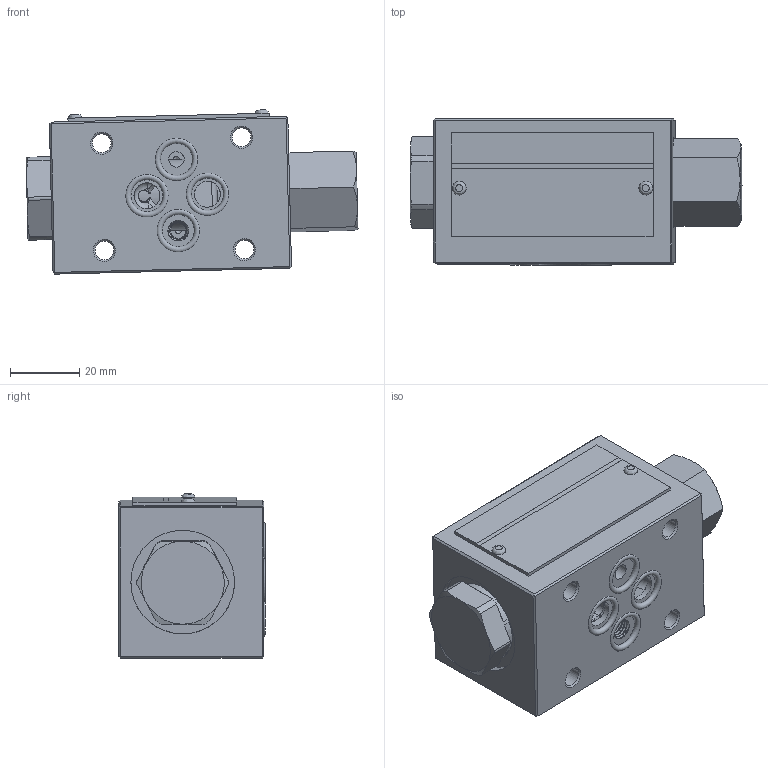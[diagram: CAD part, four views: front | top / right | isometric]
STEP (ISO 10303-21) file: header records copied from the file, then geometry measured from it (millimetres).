
FILE_DESCRIPTION(/* description */ (''),/* implementation_level */ '2;1');
FILE_NAME(/* name */ 'SVSL6PA-6XJ液控单向阀.prt.stp',/* time_stamp */ '2022-03-30T19:20:24+08:00',/* author */ (''),/* organization */ (''),/* preprocessor_version */ 'ST-DEVELOPER v16.7',/* originating_system */ 'SIEMENS PLM Software NX 12.0',/* authorisation */ '');
FILE_SCHEMA (('AUTOMOTIVE_DESIGN { 1 0 10303 214 3 1 1 1 }'));
Length unit declared in the file: millimetre
Products named in the file (1): SVSL6PA-6XJ液控单向阀
Bounding box: 96.04 x 42.38 x 47.51 mm (x, y, z)
Volume: 138196.7 mm3; surface area: 33234.3 mm2
Topology: 14 solids, 16 shells, 263 faces, 616 edges, 375 vertices
Faces by surface type: plane 98, cylinder 90, cone 34, bspline 22, torus 11, sphere 8
Full cylindrical faces by diameter (mm): 1.8 x4, 1.9 x2, 4.5 x2, 5 x8, 5.4 x4, 7.5 x2, 12.2 x4, 18.3 x3, 20.5 x6, 26.5 x1, 30 x1
Entity records: 13784 total; most frequent: CARTESIAN_POINT 8343, DIRECTION 1006, ORIENTED_EDGE 984, EDGE_CURVE 492, AXIS2_PLACEMENT_3D 412, VERTEX_POINT 342, EDGE_LOOP 330, ADVANCED_FACE 254
